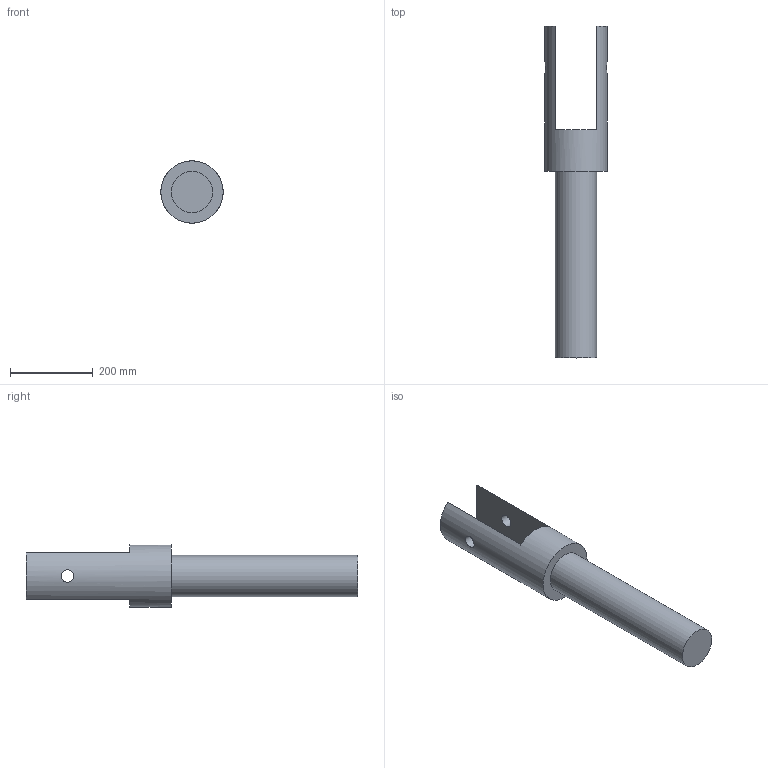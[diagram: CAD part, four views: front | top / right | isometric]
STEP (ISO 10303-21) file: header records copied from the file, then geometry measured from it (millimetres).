
FILE_DESCRIPTION(/* description */ (''),/* implementation_level */ '2;1');
FILE_NAME(/* name */ 'Link3_3.step',/* time_stamp */ '2019-05-03T05:21:30+07:00',/* author */ (''),/* organization */ (''),/* preprocessor_version */ 'ST-DEVELOPER v17.2',/* originating_system */ 'Autodesk Translation Framework v7.6.0.251',/* authorisation */ '');
FILE_SCHEMA (('AUTOMOTIVE_DESIGN { 1 0 10303 214 3 1 1 }'));
Length unit declared in the file: millimetre
Products named in the file (1): FusionComponent
Bounding box: 150 x 800 x 150 mm (x, y, z)
Volume: 6234476.8 mm3; surface area: 344551.2 mm2
Topology: 1 solids, 1 shells, 11 faces, 28 edges, 19 vertices
Faces by surface type: plane 7, cylinder 4
Full cylindrical faces by diameter (mm): 30 x2, 100 x1, 150 x1
Entity records: 474 total; most frequent: CARTESIAN_POINT 159, DIRECTION 59, ORIENTED_EDGE 56, EDGE_CURVE 28, AXIS2_PLACEMENT_3D 23, VERTEX_POINT 19, EDGE_LOOP 15, LINE 13
